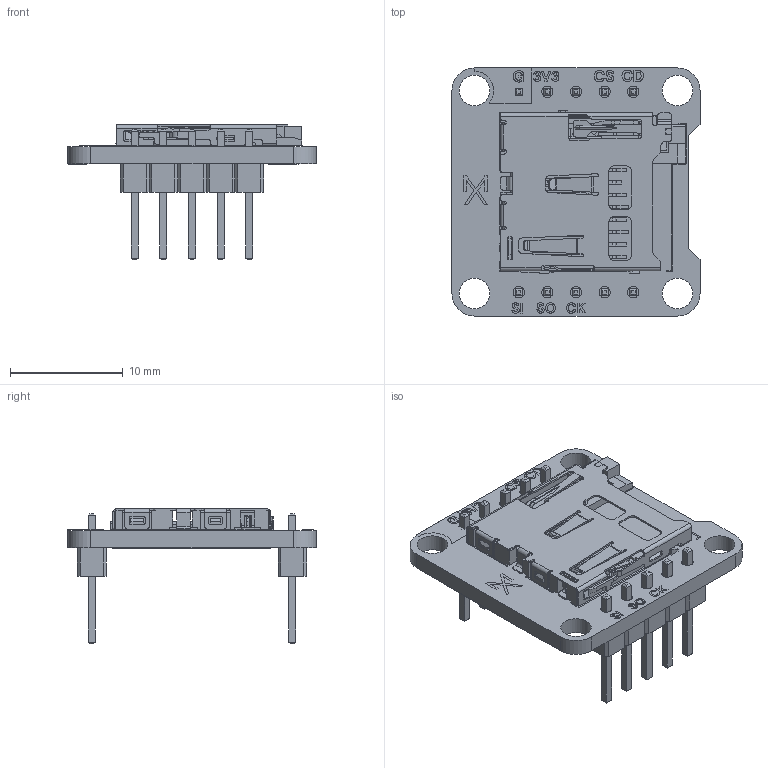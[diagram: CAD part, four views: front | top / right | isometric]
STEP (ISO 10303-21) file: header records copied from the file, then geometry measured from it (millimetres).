
FILE_DESCRIPTION(('KiCad electronic assembly'),'2;1');
FILE_NAME('AX22-0029.step','2025-12-08T16:39:24',('Pcbnew'),('Kicad'), 'Open CASCADE STEP processor 7.8','KiCad to STEP converter','Unknown' );
FILE_SCHEMA(('AUTOMOTIVE_DESIGN { 1 0 10303 214 1 1 1 1 }'));
Length unit declared in the file: millimetre
Products named in the file (5): AX22-0029 1; SDCARD; PinHeader_1x05_P2.54mm_Vertical; AX22_SD Card_silkscreen; AX22_SD Card_PCB
Assembly tree (5 placements, depth 2):
  AX22-0029 1
    SDCARD
    PinHeader_1x05_P2.54mm_Vertical  x2
    AX22_SD Card_silkscreen
    AX22_SD Card_PCB
Bounding box: 22 x 22 x 12.05 mm (x, y, z)
Volume: 987.1 mm3; surface area: 2692.2 mm2
Topology: 4 solids, 50 shells, 1441 faces, 5614 edges, 4223 vertices
Faces by surface type: plane 1037, cylinder 360, torus 18, bspline 18, cone 7, sphere 1
Full cylindrical faces by diameter (mm): 1 x10, 2.7 x4
Entity records: 63483 total; most frequent: CARTESIAN_POINT 17927, ORIENTED_EDGE 9032, DIRECTION 8583, EDGE_CURVE 5317, LINE 4063, VECTOR 4063, VERTEX_POINT 4039, AXIS2_PLACEMENT_3D 2260
